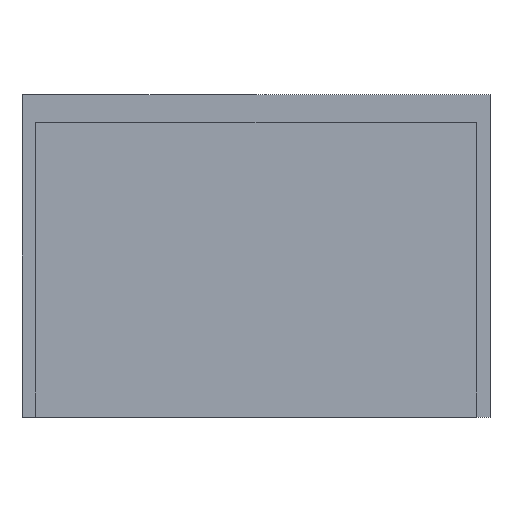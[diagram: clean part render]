
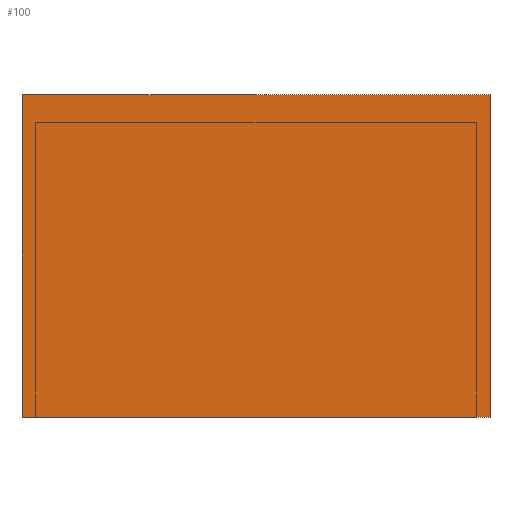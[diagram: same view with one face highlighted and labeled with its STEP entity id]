
A CAD part, front view. The second image highlights one B-rep face of the part: STEP entity #100.
In plain terms, the highlighted planar face has unit normal (0, -1, 0).
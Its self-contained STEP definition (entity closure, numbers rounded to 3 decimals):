
#100 = ADVANCED_FACE( '', ( #171 ), #172, .F. );
#171 = FACE_OUTER_BOUND( '', #221, .T. );
#172 = PLANE( '', #222 );
#221 = EDGE_LOOP( '', ( #314, #315, #316, #317 ) );
#222 = AXIS2_PLACEMENT_3D( '', #318, #319, #320 );
#314 = ORIENTED_EDGE( '', *, *, #334, .F. );
#315 = ORIENTED_EDGE( '', *, *, #354, .F. );
#316 = ORIENTED_EDGE( '', *, *, #348, .F. );
#317 = ORIENTED_EDGE( '', *, *, #344, .F. );
#318 = CARTESIAN_POINT( '', ( 0.85, -500.1, -0.585 ) );
#319 = DIRECTION( '', ( 0., 1., 0. ) );
#320 = DIRECTION( '', ( 0., 0., 1. ) );
#334 = EDGE_CURVE( '', #377, #379, #380, .T. );
#344 = EDGE_CURVE( '', #379, #393, #394, .T. );
#348 = EDGE_CURVE( '', #393, #399, #400, .T. );
#354 = EDGE_CURVE( '', #399, #377, #406, .T. );
#377 = VERTEX_POINT( '', #437 );
#379 = VERTEX_POINT( '', #440 );
#380 = LINE( '', #441, #442 );
#393 = VERTEX_POINT( '', #461 );
#394 = LINE( '', #462, #463 );
#399 = VERTEX_POINT( '', #470 );
#400 = LINE( '', #471, #472 );
#406 = LINE( '', #481, #482 );
#437 = CARTESIAN_POINT( '', ( 0.85, -500.1, 0.585 ) );
#440 = CARTESIAN_POINT( '', ( 0.85, -500.1, -0.585 ) );
#441 = CARTESIAN_POINT( '', ( 0.85, -500.1, 0.585 ) );
#442 = VECTOR( '', #495, 1000. );
#461 = CARTESIAN_POINT( '', ( -0.85, -500.1, -0.585 ) );
#462 = CARTESIAN_POINT( '', ( 0.85, -500.1, -0.585 ) );
#463 = VECTOR( '', #502, 1000. );
#470 = CARTESIAN_POINT( '', ( -0.85, -500.1, 0.585 ) );
#471 = CARTESIAN_POINT( '', ( -0.85, -500.1, -0.585 ) );
#472 = VECTOR( '', #505, 1000. );
#481 = CARTESIAN_POINT( '', ( -0.85, -500.1, 0.585 ) );
#482 = VECTOR( '', #509, 1000. );
#495 = DIRECTION( '', ( 0., 0., -1. ) );
#502 = DIRECTION( '', ( -1., 0., 0. ) );
#505 = DIRECTION( '', ( 0., 0., 1. ) );
#509 = DIRECTION( '', ( 1., 0., 0. ) );
